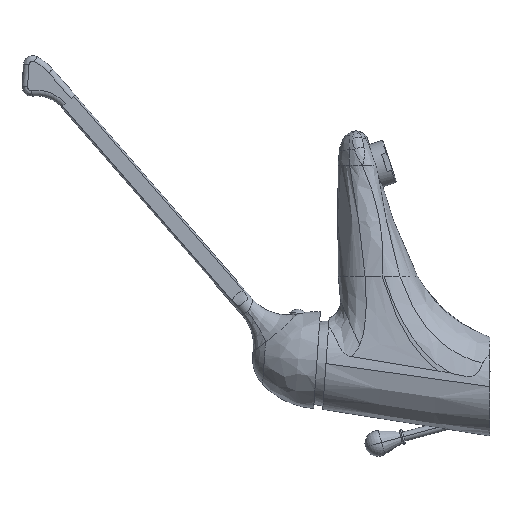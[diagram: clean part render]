
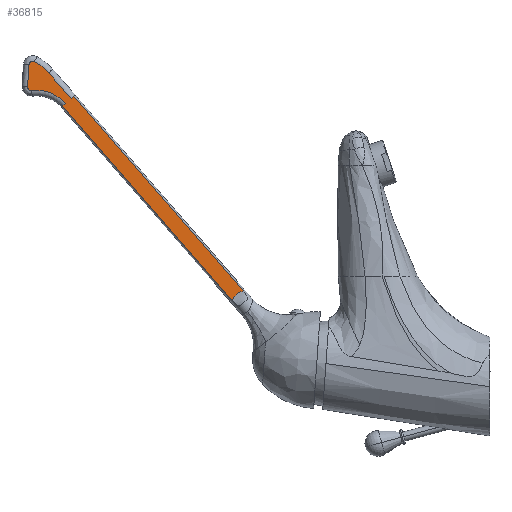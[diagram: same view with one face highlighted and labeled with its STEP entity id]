
A CAD part, left-side view. The second image highlights one B-rep face of the part: STEP entity #36815.
In plain terms, the highlighted planar face has unit normal (-1, 0, 0).
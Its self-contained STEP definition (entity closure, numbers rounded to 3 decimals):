
#8528=CARTESIAN_POINT('',(-3.,139.953,46.658));
#8529=CARTESIAN_POINT('',(-3.,139.91,46.761));
#8530=CARTESIAN_POINT('',(-3.,139.819,46.968));
#8531=CARTESIAN_POINT('',(-3.,139.664,47.282));
#8532=CARTESIAN_POINT('',(-3.,139.492,47.596));
#8533=CARTESIAN_POINT('',(-3.,139.303,47.909));
#8534=CARTESIAN_POINT('',(-3.,139.096,48.219));
#8535=CARTESIAN_POINT('',(-3.,138.873,48.527));
#8536=CARTESIAN_POINT('',(-3.,138.633,48.83));
#8537=CARTESIAN_POINT('',(-3.,138.378,49.126));
#8538=CARTESIAN_POINT('',(-3.,138.107,49.415));
#8539=CARTESIAN_POINT('',(-3.,137.823,49.695));
#8540=CARTESIAN_POINT('',(-3.,137.527,49.963));
#8541=CARTESIAN_POINT('',(-3.,137.219,50.219));
#8542=CARTESIAN_POINT('',(-3.,136.903,50.462));
#8543=CARTESIAN_POINT('',(-3.,136.579,50.69));
#8544=CARTESIAN_POINT('',(-3.,136.25,50.901));
#8545=CARTESIAN_POINT('',(-3.,135.917,51.097));
#8546=CARTESIAN_POINT('',(-3.,135.581,51.275));
#8547=CARTESIAN_POINT('',(-3.,135.245,51.436));
#8548=CARTESIAN_POINT('',(-3.,134.908,51.58));
#8549=CARTESIAN_POINT('',(-3.,134.574,51.707));
#8550=CARTESIAN_POINT('',(-3.,134.242,51.817));
#8551=CARTESIAN_POINT('',(-3.,134.024,51.878));
#8552=CARTESIAN_POINT('',(-3.,133.916,51.907));
#8554=CARTESIAN_POINT('',(-3.,246.075,139.776));
#8555=DIRECTION('',(1.,0.,0.));
#8556=DIRECTION('',(0.,0.124,0.992));
#8557=AXIS2_PLACEMENT_3D('',#8554,#8555,#8556);
#8559=CARTESIAN_POINT('',(-3.,248.92,162.6));
#8560=DIRECTION('',(-1.,0.,0.));
#8561=DIRECTION('',(0.,0.998,0.07));
#8562=AXIS2_PLACEMENT_3D('',#8559,#8560,#8561);
#8564=DIRECTION('',(0.,0.07,-0.998));
#8565=VECTOR('',#8564,12.046);
#8566=CARTESIAN_POINT('',(-3.,250.074,174.757));
#8567=LINE('',#8566,#8565);
#8568=CARTESIAN_POINT('',(-3.,248.079,174.617));
#8569=DIRECTION('',(-1.,0.,0.));
#8570=DIRECTION('',(0.,-0.47,0.883));
#8571=AXIS2_PLACEMENT_3D('',#8568,#8569,#8570);
#8573=CARTESIAN_POINT('',(-3.,259.83,152.55));
#8574=DIRECTION('',(-1.,0.,0.));
#8575=DIRECTION('',(0.,-0.755,0.656));
#8576=AXIS2_PLACEMENT_3D('',#8573,#8574,#8575);
#8578=DIRECTION('',(0.,0.656,0.755));
#8579=VECTOR('',#8578,18.664);
#8580=CARTESIAN_POINT('',(-3.,227.208,156.178));
#8581=LINE('',#8580,#8579);
#8781=DIRECTION('',(0.,0.656,0.755));
#8782=VECTOR('',#8781,139.9);
#8783=CARTESIAN_POINT('',(-3.,133.916,51.907));
#8784=LINE('',#8783,#8782);
#8861=DIRECTION('',(0.,0.656,0.755));
#8862=VECTOR('',#8861,139.9);
#8863=CARTESIAN_POINT('',(-3.,139.953,46.658));
#8864=LINE('',#8863,#8862);
#8865=DIRECTION('',(0.,0.755,-0.656));
#8866=VECTOR('',#8865,2.);
#8867=CARTESIAN_POINT('',(-3.,225.698,157.49));
#8868=LINE('',#8867,#8866);
#9012=DIRECTION('',(0.,0.755,-0.656));
#9013=VECTOR('',#9012,2.);
#9014=CARTESIAN_POINT('',(-3.,230.226,153.554));
#9015=LINE('',#9014,#9013);
#25539=CARTESIAN_POINT('',(-3.,239.452,
170.264));
#25540=CARTESIAN_POINT('',(-3.,247.139,
176.382));
#25541=VERTEX_POINT('',#25539);
#25542=VERTEX_POINT('',#25540);
#25547=CARTESIAN_POINT('',(-3.,250.074,
174.757));
#25548=VERTEX_POINT('',#25547);
#25551=CARTESIAN_POINT('',(-3.,250.915,
162.739));
#25552=VERTEX_POINT('',#25551);
#25555=CARTESIAN_POINT('',(-3.,248.672,
160.615));
#25556=VERTEX_POINT('',#25555);
#25571=CARTESIAN_POINT('',(-3.,225.698,
157.49));
#25572=CARTESIAN_POINT('',(-3.,227.208,
156.178));
#25573=VERTEX_POINT('',#25571);
#25574=VERTEX_POINT('',#25572);
#25575=CARTESIAN_POINT('',(-3.,230.226,
153.554));
#25576=CARTESIAN_POINT('',(-3.,231.736,
152.242));
#25577=VERTEX_POINT('',#25575);
#25578=VERTEX_POINT('',#25576);
#25581=VERTEX_POINT('',#8528);
#25582=VERTEX_POINT('',#8552);
#36787=CARTESIAN_POINT('',(-3.,93.887,14.303));
#36788=DIRECTION('',(1.,0.,0.));
#36789=DIRECTION('',(0.,0.07,-0.998));
#36790=AXIS2_PLACEMENT_3D('',#36787,#36788,#36789);
#36791=PLANE('',#36790);
#36793=ORIENTED_EDGE('',*,*,#36792,.F.);
#36795=ORIENTED_EDGE('',*,*,#36794,.T.);
#36797=ORIENTED_EDGE('',*,*,#36796,.F.);
#36799=ORIENTED_EDGE('',*,*,#36798,.F.);
#36801=ORIENTED_EDGE('',*,*,#36800,.F.);
#36803=ORIENTED_EDGE('',*,*,#36802,.F.);
#36805=ORIENTED_EDGE('',*,*,#36804,.F.);
#36807=ORIENTED_EDGE('',*,*,#36806,.F.);
#36808=ORIENTED_EDGE('',*,*,#36769,.F.);
#36810=ORIENTED_EDGE('',*,*,#36809,.F.);
#36812=ORIENTED_EDGE('',*,*,#36811,.F.);
#36813=EDGE_LOOP('',(#36793,#36795,#36797,#36799,#36801,#36803,#36805,#36807,
#36808,#36810,#36812));
#36814=FACE_OUTER_BOUND('',#36813,.F.);
#36815=ADVANCED_FACE('',(#36814),#36791,.F.);
#8553=B_SPLINE_CURVE_WITH_KNOTS('',3,(#8528,#8529,#8530,#8531,#8532,#8533,#8534,
#8535,#8536,#8537,#8538,#8539,#8540,#8541,#8542,#8543,#8544,#8545,#8546,#8547,
#8548,#8549,#8550,#8551,#8552),.UNSPECIFIED.,.F.,.F.,(4,1,1,1,1,1,1,1,1,1,1,1,1,
1,1,1,1,1,1,1,1,1,4),(0.,0.045,0.091,
0.136,0.182,0.227,0.273,
0.318,0.364,0.409,0.455,0.5,
0.545,0.591,0.636,0.682,
0.727,0.773,0.818,0.864,
0.909,0.955,1.),.UNSPECIFIED.);
#8558=CIRCLE('',#8557,21.);
#8563=CIRCLE('',#8562,2.);
#8572=CIRCLE('',#8571,2.);
#8577=CIRCLE('',#8576,27.);
#36769=EDGE_CURVE('',#25574,#25541,#8581,.T.);
#36792=EDGE_CURVE('',#25581,#25582,#8553,.T.);
#36794=EDGE_CURVE('',#25581,#25578,#8864,.T.);
#36796=EDGE_CURVE('',#25577,#25578,#9015,.T.);
#36798=EDGE_CURVE('',#25556,#25577,#8558,.T.);
#36800=EDGE_CURVE('',#25552,#25556,#8563,.T.);
#36802=EDGE_CURVE('',#25548,#25552,#8567,.T.);
#36804=EDGE_CURVE('',#25542,#25548,#8572,.T.);
#36806=EDGE_CURVE('',#25541,#25542,#8577,.T.);
#36809=EDGE_CURVE('',#25573,#25574,#8868,.T.);
#36811=EDGE_CURVE('',#25582,#25573,#8784,.T.);
